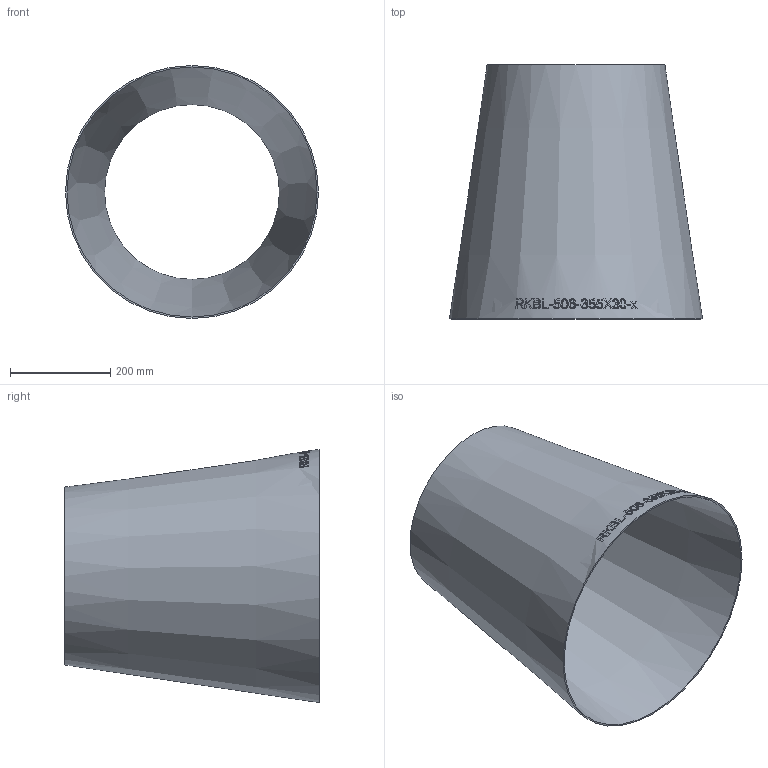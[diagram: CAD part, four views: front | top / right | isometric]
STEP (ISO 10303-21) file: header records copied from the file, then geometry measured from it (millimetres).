
FILE_DESCRIPTION (( 'STEP AP214' ), '1' );
FILE_NAME ('RKBL-506-355X30-x Reduzierung aus Blech ISO-sonstige 2007.STEP', '2020-07-15T11:31:24', ( '' ), ( '' ), 'SwSTEP 2.0', 'SolidWorks 2019', '' );
FILE_SCHEMA (( 'AUTOMOTIVE_DESIGN' ));
Length unit declared in the file: millimetre
Products named in the file (1): RKBL-506-355X30-x Reduzierung aus Blech ISO-sonstige 2007
Bounding box: 506 x 508 x 506 mm (x, y, z)
Volume: 2061591 mm3; surface area: 1388341.7 mm2
Topology: 1 solids, 1 shells, 244 faces, 657 edges, 438 vertices
Faces by surface type: bspline 217, cone 25, plane 2
Entity records: 48750 total; most frequent: CARTESIAN_POINT 41954, ORIENTED_EDGE 1310, EDGE_CURVE 655, B_SPLINE_CURVE_WITH_KNOTS 651, VERTEX_POINT 438, EDGE_LOOP 271, ADVANCED_FACE 244, FACE_OUTER_BOUND 244
